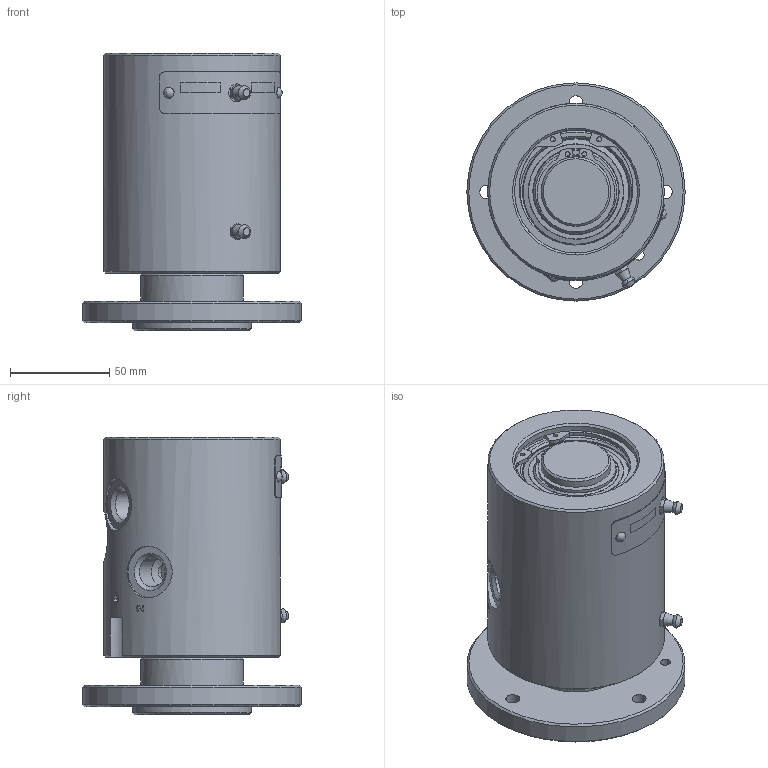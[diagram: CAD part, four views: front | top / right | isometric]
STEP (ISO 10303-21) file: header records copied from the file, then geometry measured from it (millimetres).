
FILE_DESCRIPTION (( 'STEP AP214' ), '1' );
FILE_NAME ('TUR-G2V-38ACQ.STEP', '2016-08-19T13:12:27', ( '' ), ( '' ), 'SwSTEP 2.0', 'SolidWorks 2016', '' );
FILE_SCHEMA (( 'AUTOMOTIVE_DESIGN' ));
Length unit declared in the file: millimetre
Products named in the file (1): TUR-G2V-38ACQ
Bounding box: 110 x 110 x 140 mm (x, y, z)
Volume: 736266.6 mm3; surface area: 132268 mm2
Topology: 2 solids, 2 shells, 411 faces, 1452 edges, 1081 vertices
Faces by surface type: plane 172, cylinder 126, cone 56, sphere 42, torus 12, bspline 3
Full cylindrical faces by diameter (mm): 2.5 x4, 3 x4, 5 x5, 6 x3, 7 x4, 8 x1, 8.5 x1, 9 x5, 10 x2, 14 x2, 14.95 x3, 26 x3, 33 x1, 35 x2, 39 x2, 40 x3, 40.1 x8, 42.5 x1, 43 x2, 43.46 x1, 45 x2, 47.5 x5, 48 x2, 51.8 x1, 54 x3, 55 x3, 55.453 x1, 59 x1, 60 x1, 61 x1
Entity records: 37981 total; most frequent: CARTESIAN_POINT 28183, ORIENTED_EDGE 2322, DIRECTION 1225, EDGE_CURVE 1161, VERTEX_POINT 977, B_SPLINE_CURVE_WITH_KNOTS 818, EDGE_LOOP 690, FACE_OUTER_BOUND 504
